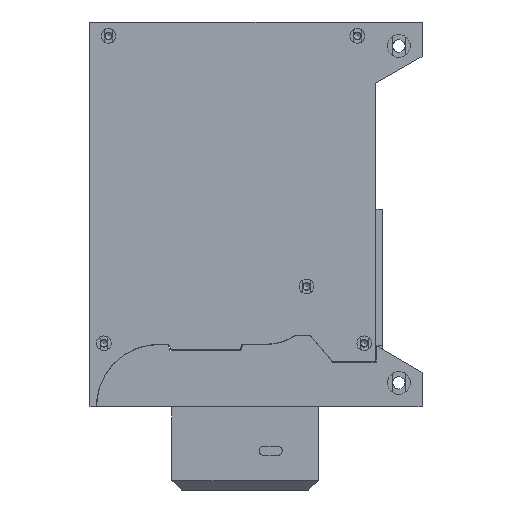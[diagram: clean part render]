
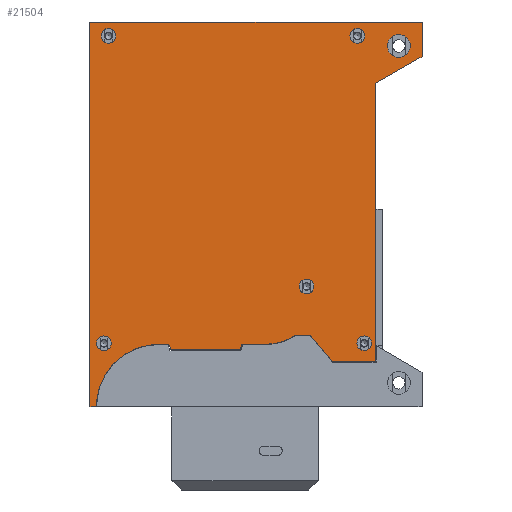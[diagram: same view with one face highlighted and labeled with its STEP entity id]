
A CAD part, front view. The second image highlights one B-rep face of the part: STEP entity #21504.
In plain terms, the highlighted planar face has unit normal (0, -1, 0).
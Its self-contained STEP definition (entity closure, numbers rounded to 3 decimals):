
#1980=LINE('',#35657,#4233);
#1992=LINE('',#35683,#4245);
#2004=LINE('',#35713,#4257);
#2011=LINE('',#35730,#4264);
#2012=LINE('',#35732,#4265);
#2013=LINE('',#35734,#4266);
#2014=LINE('',#35736,#4267);
#2015=LINE('',#35738,#4268);
#2016=LINE('',#35740,#4269);
#2017=LINE('',#35744,#4270);
#2018=LINE('',#35746,#4271);
#2019=LINE('',#35747,#4272);
#2020=LINE('',#35749,#4273);
#2021=LINE('',#35750,#4274);
#2022=LINE('',#35751,#4275);
#4233=VECTOR('',#27615,10.);
#4245=VECTOR('',#27631,10.);
#4257=VECTOR('',#27651,10.);
#4264=VECTOR('',#27664,10.);
#4265=VECTOR('',#27665,10.);
#4266=VECTOR('',#27666,10.);
#4267=VECTOR('',#27667,10.);
#4268=VECTOR('',#27668,10.);
#4269=VECTOR('',#27669,10.);
#4270=VECTOR('',#27672,10.);
#4271=VECTOR('',#27673,10.);
#4272=VECTOR('',#27674,10.);
#4273=VECTOR('',#27675,10.);
#4274=VECTOR('',#27676,10.);
#4275=VECTOR('',#27677,10.);
#5395=FACE_BOUND('',#7556,.T.);
#5396=FACE_BOUND('',#7557,.T.);
#5397=FACE_BOUND('',#7558,.T.);
#5398=FACE_BOUND('',#7559,.T.);
#5399=FACE_BOUND('',#7560,.T.);
#5400=FACE_BOUND('',#7561,.T.);
#6225=FACE_OUTER_BOUND('',#7555,.T.);
#7555=EDGE_LOOP('',(#17801,#17802,#17803,#17804,#17805,#17806,#17807,#17808,
#17809,#17810,#17811,#17812,#17813,#17814,#17815,#17816,#17817));
#7556=EDGE_LOOP('',(#17818));
#7557=EDGE_LOOP('',(#17819));
#7558=EDGE_LOOP('',(#17820));
#7559=EDGE_LOOP('',(#17821));
#7560=EDGE_LOOP('',(#17822));
#7561=EDGE_LOOP('',(#17823));
#8405=CIRCLE('',#23123,3.2);
#8406=CIRCLE('',#23125,3.2);
#8407=CIRCLE('',#23127,3.2);
#8408=CIRCLE('',#23129,3.2);
#8409=CIRCLE('',#23131,3.2);
#8414=CIRCLE('',#23177,27.1);
#8415=CIRCLE('',#23178,25.08);
#8416=CIRCLE('',#23179,5.);
#9833=VERTEX_POINT('',#35379);
#9834=VERTEX_POINT('',#35383);
#9835=VERTEX_POINT('',#35387);
#9836=VERTEX_POINT('',#35391);
#9843=VERTEX_POINT('',#35478);
#9899=VERTEX_POINT('',#35655);
#9900=VERTEX_POINT('',#35656);
#9911=VERTEX_POINT('',#35680);
#9912=VERTEX_POINT('',#35682);
#9924=VERTEX_POINT('',#35709);
#9926=VERTEX_POINT('',#35712);
#9932=VERTEX_POINT('',#35727);
#9933=VERTEX_POINT('',#35729);
#9934=VERTEX_POINT('',#35731);
#9935=VERTEX_POINT('',#35733);
#9936=VERTEX_POINT('',#35735);
#9937=VERTEX_POINT('',#35737);
#9938=VERTEX_POINT('',#35739);
#9939=VERTEX_POINT('',#35741);
#9940=VERTEX_POINT('',#35743);
#9941=VERTEX_POINT('',#35745);
#9942=VERTEX_POINT('',#35748);
#9943=VERTEX_POINT('',#35752);
#12545=EDGE_CURVE('',#9833,#9833,#8405,.T.);
#12547=EDGE_CURVE('',#9834,#9834,#8406,.T.);
#12549=EDGE_CURVE('',#9835,#9835,#8407,.T.);
#12551=EDGE_CURVE('',#9836,#9836,#8408,.T.);
#12560=EDGE_CURVE('',#9843,#9843,#8409,.T.);
#12645=EDGE_CURVE('',#9899,#9900,#1980,.T.);
#12658=EDGE_CURVE('',#9911,#9912,#1992,.T.);
#12672=EDGE_CURVE('',#9926,#9924,#2004,.T.);
#12679=EDGE_CURVE('',#9932,#9924,#8414,.T.);
#12680=EDGE_CURVE('',#9933,#9932,#2011,.T.);
#12681=EDGE_CURVE('',#9934,#9933,#2012,.T.);
#12682=EDGE_CURVE('',#9935,#9934,#2013,.T.);
#12683=EDGE_CURVE('',#9936,#9935,#2014,.T.);
#12684=EDGE_CURVE('',#9937,#9936,#2015,.T.);
#12685=EDGE_CURVE('',#9938,#9937,#2016,.T.);
#12686=EDGE_CURVE('',#9939,#9938,#8415,.T.);
#12687=EDGE_CURVE('',#9940,#9939,#2017,.T.);
#12688=EDGE_CURVE('',#9941,#9940,#2018,.T.);
#12689=EDGE_CURVE('',#9900,#9941,#2019,.T.);
#12690=EDGE_CURVE('',#9942,#9899,#2020,.T.);
#12691=EDGE_CURVE('',#9912,#9942,#2021,.T.);
#12692=EDGE_CURVE('',#9926,#9911,#2022,.T.);
#12693=EDGE_CURVE('',#9943,#9943,#8416,.T.);
#17801=ORIENTED_EDGE('',*,*,#12679,.F.);
#17802=ORIENTED_EDGE('',*,*,#12680,.F.);
#17803=ORIENTED_EDGE('',*,*,#12681,.F.);
#17804=ORIENTED_EDGE('',*,*,#12682,.F.);
#17805=ORIENTED_EDGE('',*,*,#12683,.F.);
#17806=ORIENTED_EDGE('',*,*,#12684,.F.);
#17807=ORIENTED_EDGE('',*,*,#12685,.F.);
#17808=ORIENTED_EDGE('',*,*,#12686,.F.);
#17809=ORIENTED_EDGE('',*,*,#12687,.F.);
#17810=ORIENTED_EDGE('',*,*,#12688,.F.);
#17811=ORIENTED_EDGE('',*,*,#12689,.F.);
#17812=ORIENTED_EDGE('',*,*,#12645,.F.);
#17813=ORIENTED_EDGE('',*,*,#12690,.F.);
#17814=ORIENTED_EDGE('',*,*,#12691,.F.);
#17815=ORIENTED_EDGE('',*,*,#12658,.F.);
#17816=ORIENTED_EDGE('',*,*,#12692,.F.);
#17817=ORIENTED_EDGE('',*,*,#12672,.T.);
#17818=ORIENTED_EDGE('',*,*,#12545,.T.);
#17819=ORIENTED_EDGE('',*,*,#12547,.T.);
#17820=ORIENTED_EDGE('',*,*,#12549,.T.);
#17821=ORIENTED_EDGE('',*,*,#12551,.T.);
#17822=ORIENTED_EDGE('',*,*,#12560,.T.);
#17823=ORIENTED_EDGE('',*,*,#12693,.F.);
#20461=PLANE('',#23176);
#21504=ADVANCED_FACE('',(#6225,#5395,#5396,#5397,#5398,#5399,#5400),#20461,
 .F.);
#23123=AXIS2_PLACEMENT_3D('',#35380,#27435,#27436);
#23125=AXIS2_PLACEMENT_3D('',#35384,#27440,#27441);
#23127=AXIS2_PLACEMENT_3D('',#35388,#27445,#27446);
#23129=AXIS2_PLACEMENT_3D('',#35392,#27450,#27451);
#23131=AXIS2_PLACEMENT_3D('',#35479,#27456,#27457);
#23176=AXIS2_PLACEMENT_3D('',#35726,#27660,#27661);
#23177=AXIS2_PLACEMENT_3D('',#35728,#27662,#27663);
#23178=AXIS2_PLACEMENT_3D('',#35742,#27670,#27671);
#23179=AXIS2_PLACEMENT_3D('',#35753,#27678,#27679);
#27435=DIRECTION('center_axis',(0.,1.,0.));
#27436=DIRECTION('ref_axis',(0.,0.,-1.));
#27440=DIRECTION('center_axis',(0.,1.,0.));
#27441=DIRECTION('ref_axis',(0.,0.,-1.));
#27445=DIRECTION('center_axis',(0.,1.,0.));
#27446=DIRECTION('ref_axis',(0.,0.,-1.));
#27450=DIRECTION('center_axis',(0.,1.,0.));
#27451=DIRECTION('ref_axis',(0.,0.,-1.));
#27456=DIRECTION('center_axis',(0.,1.,0.));
#27457=DIRECTION('ref_axis',(0.,0.,-1.));
#27615=DIRECTION('',(0.,0.,-1.));
#27631=DIRECTION('',(1.,0.,0.));
#27651=DIRECTION('',(1.,0.,0.));
#27660=DIRECTION('center_axis',(0.,1.,0.));
#27661=DIRECTION('ref_axis',(0.,0.,1.));
#27662=DIRECTION('center_axis',(0.,-1.,0.));
#27663=DIRECTION('ref_axis',(-1.,0.,0.));
#27664=DIRECTION('',(-1.,0.,0.));
#27665=DIRECTION('',(-0.94,0.,-0.342));
#27666=DIRECTION('',(-0.342,0.,0.94));
#27667=DIRECTION('',(-1.,0.,0.));
#27668=DIRECTION('',(-0.342,0.,-0.94));
#27669=DIRECTION('',(-1.,0.,0.));
#27670=DIRECTION('center_axis',(0.,1.,0.));
#27671=DIRECTION('ref_axis',(0.537,0.,-0.843));
#27672=DIRECTION('',(-1.,0.,0.));
#27673=DIRECTION('',(-0.643,0.,0.766));
#27674=DIRECTION('',(-1.,0.,0.));
#27675=DIRECTION('',(-0.866,0.,-0.5));
#27676=DIRECTION('',(0.,0.,-1.));
#27677=DIRECTION('',(0.,0.,1.));
#27678=DIRECTION('center_axis',(0.,-1.,0.));
#27679=DIRECTION('ref_axis',(0.,0.,1.));
#35379=CARTESIAN_POINT('',(43.8,-49.35,20.68));
#35380=CARTESIAN_POINT('Origin',(43.8,-49.35,17.48));
#35383=CARTESIAN_POINT('',(65.8,-49.35,129.2));
#35384=CARTESIAN_POINT('Origin',(65.8,-49.35,126.));
#35387=CARTESIAN_POINT('',(-42.,-49.35,129.2));
#35388=CARTESIAN_POINT('Origin',(-42.,-49.35,126.));
#35391=CARTESIAN_POINT('',(68.8,-49.35,-3.972));
#35392=CARTESIAN_POINT('Origin',(68.8,-49.35,-7.172));
#35478=CARTESIAN_POINT('',(-44.,-49.35,-3.972));
#35479=CARTESIAN_POINT('Origin',(-44.,-49.35,-7.172));
#35655=CARTESIAN_POINT('',(73.8,-49.35,105.453));
#35656=CARTESIAN_POINT('',(73.8,-49.35,-15.172));
#35657=CARTESIAN_POINT('',(73.8,-49.35,20.249));
#35680=CARTESIAN_POINT('',(-50.,-49.35,132.));
#35682=CARTESIAN_POINT('',(93.8,-49.35,132.));
#35683=CARTESIAN_POINT('',(-19.05,-49.35,132.));
#35709=CARTESIAN_POINT('',(-47.25,-49.35,-34.7));
#35712=CARTESIAN_POINT('',(-50.,-49.35,-34.7));
#35713=CARTESIAN_POINT('',(73.8,-49.35,-34.7));
#35726=CARTESIAN_POINT('Origin',(11.9,-49.35,48.65));
#35727=CARTESIAN_POINT('',(-20.65,-49.35,-7.605));
#35728=CARTESIAN_POINT('Origin',(-20.15,-49.35,-34.7));
#35729=CARTESIAN_POINT('',(-15.813,-49.35,-7.605));
#35730=CARTESIAN_POINT('',(-4.375,-49.35,-7.605));
#35731=CARTESIAN_POINT('',(-15.801,-49.35,-7.6));
#35732=CARTESIAN_POINT('',(5.469,-49.35,0.141));
#35733=CARTESIAN_POINT('',(-15.,-49.35,-9.8));
#35734=CARTESIAN_POINT('',(-22.819,-49.35,11.684));
#35735=CARTESIAN_POINT('',(15.,-49.35,-9.8));
#35736=CARTESIAN_POINT('',(13.45,-49.35,-9.8));
#35737=CARTESIAN_POINT('',(15.801,-49.35,-7.6));
#35738=CARTESIAN_POINT('',(24.612,-49.35,16.608));
#35739=CARTESIAN_POINT('',(25.72,-49.35,-7.6));
#35740=CARTESIAN_POINT('',(18.81,-49.35,-7.6));
#35741=CARTESIAN_POINT('',(39.197,-49.35,-3.672));
#35742=CARTESIAN_POINT('Origin',(25.72,-49.35,17.48));
#35743=CARTESIAN_POINT('',(45.375,-49.35,-3.672));
#35744=CARTESIAN_POINT('',(28.637,-49.35,-3.672));
#35745=CARTESIAN_POINT('',(55.025,-49.35,-15.172));
#35746=CARTESIAN_POINT('',(30.403,-49.35,14.171));
#35747=CARTESIAN_POINT('',(42.85,-49.35,-15.172));
#35748=CARTESIAN_POINT('',(93.8,-49.35,117.));
#35749=CARTESIAN_POINT('',(93.8,-49.35,117.));
#35750=CARTESIAN_POINT('',(93.8,-49.35,132.));
#35751=CARTESIAN_POINT('',(-50.,-49.35,6.975));
#35752=CARTESIAN_POINT('',(83.8,-49.35,116.613));
#35753=CARTESIAN_POINT('Origin',(83.8,-49.35,121.613));
